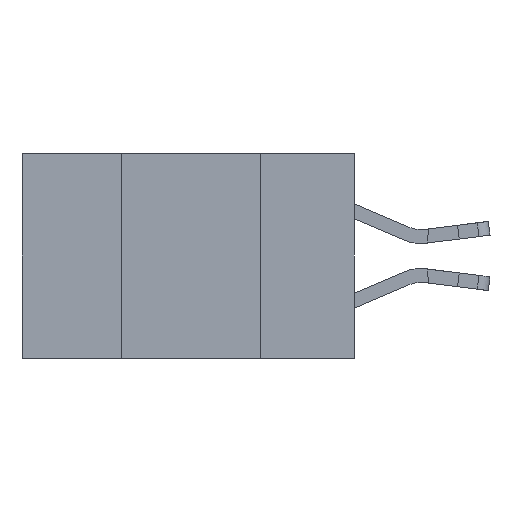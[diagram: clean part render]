
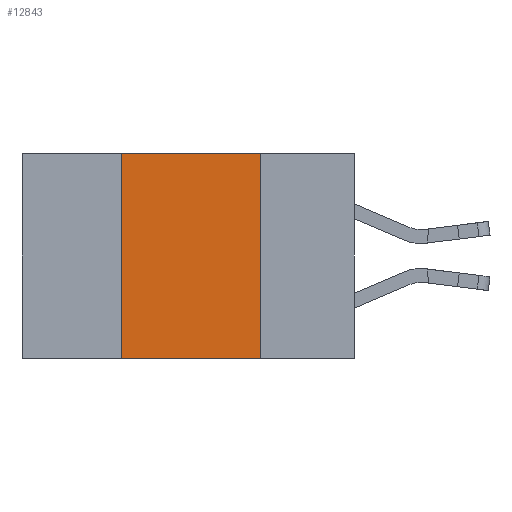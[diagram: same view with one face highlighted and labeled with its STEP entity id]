
A CAD part, left-side view. The second image highlights one B-rep face of the part: STEP entity #12843.
In plain terms, the highlighted planar face has unit normal (-1, 0, 0).
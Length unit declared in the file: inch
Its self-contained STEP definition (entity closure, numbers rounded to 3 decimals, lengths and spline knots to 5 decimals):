
#1046 = CARTESIAN_POINT ( 'NONE',  ( 0., 0.6, 0. ) ) ;
#1390 = CARTESIAN_POINT ( 'NONE',  ( 0., 0.6, -0.37 ) ) ;
#1431 = VERTEX_POINT ( 'NONE', #6886 ) ;
#1597 = EDGE_CURVE ( 'NONE', #6834, #11606, #3123, .T. ) ;
#1929 = CARTESIAN_POINT ( 'NONE',  ( 0., 0.6, 0. ) ) ;
#1974 = AXIS2_PLACEMENT_3D ( 'NONE', #1046, #11600, #2893 ) ;
#2502 = LINE ( 'NONE', #1390, #3071 ) ;
#2527 = CARTESIAN_POINT ( 'NONE',  ( 0., 0.17, -0.37 ) ) ;
#2584 = DIRECTION ( 'NONE',  ( 0., 0., 1. ) ) ;
#2697 = EDGE_LOOP ( 'NONE', ( #10022, #6734, #7213, #5537 ) ) ;
#2893 = DIRECTION ( 'NONE',  ( 0., 0., -1. ) ) ;
#3071 = VECTOR ( 'NONE', #9972, 39.37008 ) ;
#3123 = LINE ( 'NONE', #1929, #7098 ) ;
#4355 = CARTESIAN_POINT ( 'NONE',  ( 0., 0.42, 0. ) ) ;
#4689 = DIRECTION ( 'NONE',  ( 0., 0., -1. ) ) ;
#5537 = ORIENTED_EDGE ( 'NONE', *, *, #12582, .T. ) ;
#5539 = VECTOR ( 'NONE', #2584, 39.37008 ) ;
#6115 = EDGE_CURVE ( 'NONE', #11606, #1431, #12948, .T. ) ;
#6734 = ORIENTED_EDGE ( 'NONE', *, *, #1597, .F. ) ;
#6834 = VERTEX_POINT ( 'NONE', #4355 ) ;
#6886 = CARTESIAN_POINT ( 'NONE',  ( 0., 0.17, -0.37 ) ) ;
#6918 = LINE ( 'NONE', #11173, #5539 ) ;
#7098 = VECTOR ( 'NONE', #9325, 39.37008 ) ;
#7213 = ORIENTED_EDGE ( 'NONE', *, *, #13187, .F. ) ;
#7410 = FACE_OUTER_BOUND ( 'NONE', #2697, .T. ) ;
#7992 = VERTEX_POINT ( 'NONE', #13267 ) ;
#8170 = VECTOR ( 'NONE', #4689, 39.37008 ) ;
#9325 = DIRECTION ( 'NONE',  ( 0., -1., 0. ) ) ;
#9972 = DIRECTION ( 'NONE',  ( 0., -1., 0. ) ) ;
#10022 = ORIENTED_EDGE ( 'NONE', *, *, #6115, .F. ) ;
#11173 = CARTESIAN_POINT ( 'NONE',  ( 0., 0.42, -0.37 ) ) ;
#11600 = DIRECTION ( 'NONE',  ( 1., 0., 0. ) ) ;
#11606 = VERTEX_POINT ( 'NONE', #12692 ) ;
#12582 = EDGE_CURVE ( 'NONE', #7992, #1431, #2502, .T. ) ;
#12692 = CARTESIAN_POINT ( 'NONE',  ( 0., 0.17, 0. ) ) ;
#12726 = PLANE ( 'NONE',  #1974 ) ;
#12843 = ADVANCED_FACE ( 'NONE', ( #7410 ), #12726, .F. ) ;
#12948 = LINE ( 'NONE', #2527, #8170 ) ;
#13187 = EDGE_CURVE ( 'NONE', #7992, #6834, #6918, .T. ) ;
#13267 = CARTESIAN_POINT ( 'NONE',  ( 0., 0.42, -0.37 ) ) ;
